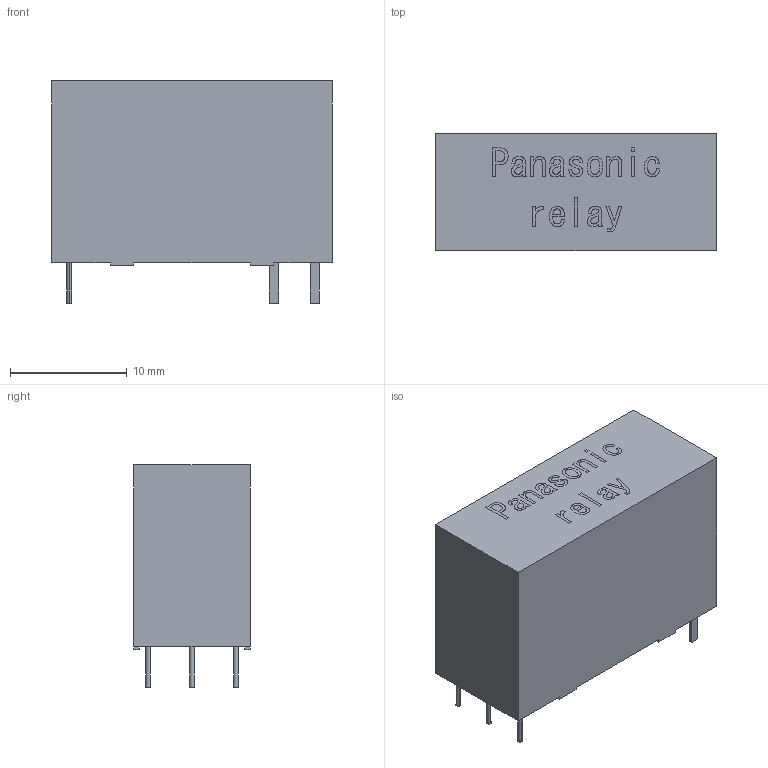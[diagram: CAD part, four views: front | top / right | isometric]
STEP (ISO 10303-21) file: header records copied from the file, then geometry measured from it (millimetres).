
FILE_DESCRIPTION (( 'STEP AP214' ), '1' );
FILE_NAME ('adw12・・hlw.step', '2020-04-01T10:27:56', ( '' ), ( '(C)Panasonic Corporation 2020' ), '', '', '' );
FILE_SCHEMA (( 'AUTOMOTIVE_DESIGN' ));
Length unit declared in the file: millimetre
Products named in the file (1): adw12・・hlw
Bounding box: 24 x 10 x 19 mm (x, y, z)
Volume: 3735.6 mm3; surface area: 1569.8 mm2
Topology: 1 solids, 1 shells, 302 faces, 822 edges, 548 vertices
Faces by surface type: bspline 171, plane 125, cylinder 6
Entity records: 14354 total; most frequent: CARTESIAN_POINT 7852, ORIENTED_EDGE 1644, EDGE_CURVE 822, DIRECTION 756, VERTEX_POINT 548, LINE 468, VECTOR 468, B_SPLINE_CURVE_WITH_KNOTS 342
